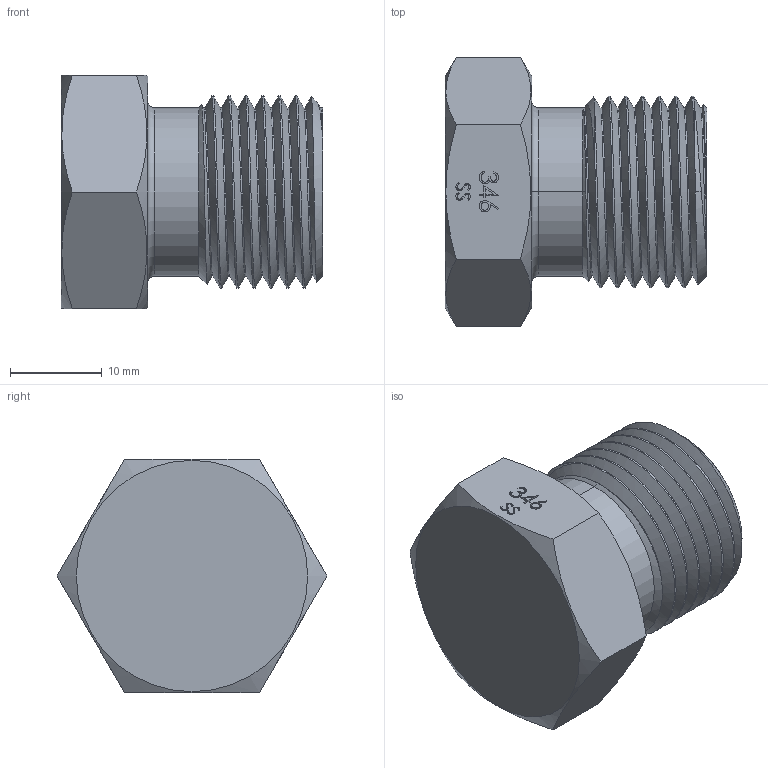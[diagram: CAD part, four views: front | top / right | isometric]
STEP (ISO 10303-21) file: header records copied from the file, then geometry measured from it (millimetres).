
FILE_DESCRIPTION (( 'STEP AP203' ), '1' );
FILE_NAME ('AD-346MSS-BL.STEP', '2025-08-01T12:58:15', ( '' ), ( '' ), 'SwSTEP 2.0', 'SolidWorks 2018', '' );
FILE_SCHEMA (( 'CONFIG_CONTROL_DESIGN' ));
Length unit declared in the file: inch
Products named in the file (1): AD-346MSS-BL
Bounding box: 28.45 x 29.33 x 25.4 mm (x, y, z)
Volume: 9195.5 mm3; surface area: 4072.4 mm2
Topology: 1 solids, 1 shells, 150 faces, 404 edges, 263 vertices
Faces by surface type: bspline 55, plane 39, cylinder 37, cone 15, torus 4
Entity records: 8158 total; most frequent: CARTESIAN_POINT 4900, ORIENTED_EDGE 804, DIRECTION 438, EDGE_CURVE 402, VERTEX_POINT 263, LINE 178, VECTOR 178, EDGE_LOOP 159
